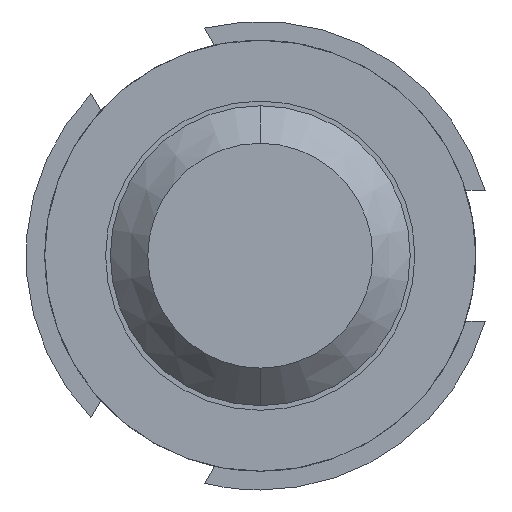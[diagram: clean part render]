
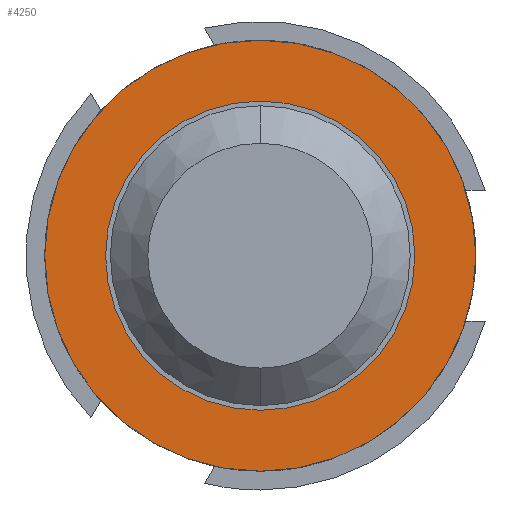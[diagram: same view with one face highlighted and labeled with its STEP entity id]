
A CAD part, front view. The second image highlights one B-rep face of the part: STEP entity #4250.
In plain terms, the highlighted planar face has unit normal (0, -1, 0).
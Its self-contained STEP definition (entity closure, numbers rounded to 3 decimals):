
#25 = ORIENTED_EDGE ( 'NONE', *, *, #1814, .F. ) ;
#406 = CIRCLE ( 'NONE', #2258, 0.825 ) ;
#502 = DIRECTION ( 'NONE',  ( 0., 0., 1. ) ) ;
#773 = CIRCLE ( 'NONE', #2767, 0.825 ) ;
#862 = EDGE_LOOP ( 'NONE', ( #25, #4565 ) ) ;
#874 = DIRECTION ( 'NONE',  ( 0., 1., 0. ) ) ;
#951 = FACE_OUTER_BOUND ( 'NONE', #862, .T. ) ;
#971 = CARTESIAN_POINT ( 'NONE',  ( 0., -1.5, 0. ) ) ;
#983 = EDGE_CURVE ( 'Defeature ausgef�hrt4_46+Defeature ausgef�hrt4_45+Defeature ausgef�hrt4_45+Defeature ausgef�hrt4_45', #2485, #4394, #406, .T. ) ;
#1071 = AXIS2_PLACEMENT_3D ( 'NONE', #971, #2523, #2476 ) ;
#1085 = VERTEX_POINT ( 'NONE', #2228 ) ;
#1160 = ORIENTED_EDGE ( 'NONE', *, *, #983, .T. ) ;
#1179 = FACE_BOUND ( 'NONE', #1819, .T. ) ;
#1241 = CARTESIAN_POINT ( 'NONE',  ( 0., -1.5, 0. ) ) ;
#1272 = DIRECTION ( 'NONE',  ( 0., 0., 1. ) ) ;
#1445 = CARTESIAN_POINT ( 'NONE',  ( 0., -1.5, 0. ) ) ;
#1533 = CARTESIAN_POINT ( 'NONE',  ( 0., -1.5, -1.15 ) ) ;
#1565 = PLANE ( 'NONE',  #2175 ) ;
#1814 = EDGE_CURVE ( 'Defeature ausgef�hrt4_42+Defeature ausgef�hrt4_46+Defeature ausgef�hrt4_46+Defeature ausgef�hrt4_46', #1085, #2932, #3686, .T. ) ;
#1819 = EDGE_LOOP ( 'NONE', ( #3282, #1160 ) ) ;
#1882 = DIRECTION ( 'NONE',  ( 0., 1., 0. ) ) ;
#1932 = DIRECTION ( 'NONE',  ( 0., 1., 0. ) ) ;
#2098 = DIRECTION ( 'NONE',  ( 0., 1., 0. ) ) ;
#2175 = AXIS2_PLACEMENT_3D ( 'NONE', #3662, #1882, #502 ) ;
#2228 = CARTESIAN_POINT ( 'NONE',  ( 0., -1.5, 1.15 ) ) ;
#2258 = AXIS2_PLACEMENT_3D ( 'NONE', #1445, #2098, #3563 ) ;
#2476 = DIRECTION ( 'NONE',  ( 0., 0., 1. ) ) ;
#2485 = VERTEX_POINT ( 'NONE', #2531 ) ;
#2523 = DIRECTION ( 'NONE',  ( 0., 1., 0. ) ) ;
#2531 = CARTESIAN_POINT ( 'NONE',  ( 0., -1.5, -0.825 ) ) ;
#2626 = CARTESIAN_POINT ( 'NONE',  ( 0., -1.5, 0. ) ) ;
#2636 = CIRCLE ( 'NONE', #1071, 1.15 ) ;
#2767 = AXIS2_PLACEMENT_3D ( 'NONE', #1241, #1932, #1272 ) ;
#2932 = VERTEX_POINT ( 'NONE', #1533 ) ;
#3282 = ORIENTED_EDGE ( 'NONE', *, *, #3721, .T. ) ;
#3424 = CARTESIAN_POINT ( 'NONE',  ( 0., -1.5, 0.825 ) ) ;
#3524 = AXIS2_PLACEMENT_3D ( 'NONE', #2626, #874, #3566 ) ;
#3563 = DIRECTION ( 'NONE',  ( 0., 0., 1. ) ) ;
#3566 = DIRECTION ( 'NONE',  ( 0., 0., 1. ) ) ;
#3662 = CARTESIAN_POINT ( 'NONE',  ( 0.825, -1.5, 0. ) ) ;
#3686 = CIRCLE ( 'NONE', #3524, 1.15 ) ;
#3721 = EDGE_CURVE ( 'Defeature ausgef�hrt4_46+Defeature ausgef�hrt4_45+Defeature ausgef�hrt4_45+Defeature ausgef�hrt4_45', #4394, #2485, #773, .T. ) ;
#4250 = ADVANCED_FACE ( 'Defeature ausgef�hrt4_46', ( #951, #1179 ), #1565, .F. ) ;
#4394 = VERTEX_POINT ( 'NONE', #3424 ) ;
#4565 = ORIENTED_EDGE ( 'NONE', *, *, #4595, .F. ) ;
#4595 = EDGE_CURVE ( 'Defeature ausgef�hrt4_42+Defeature ausgef�hrt4_46+Defeature ausgef�hrt4_46+Defeature ausgef�hrt4_46', #2932, #1085, #2636, .T. ) ;
